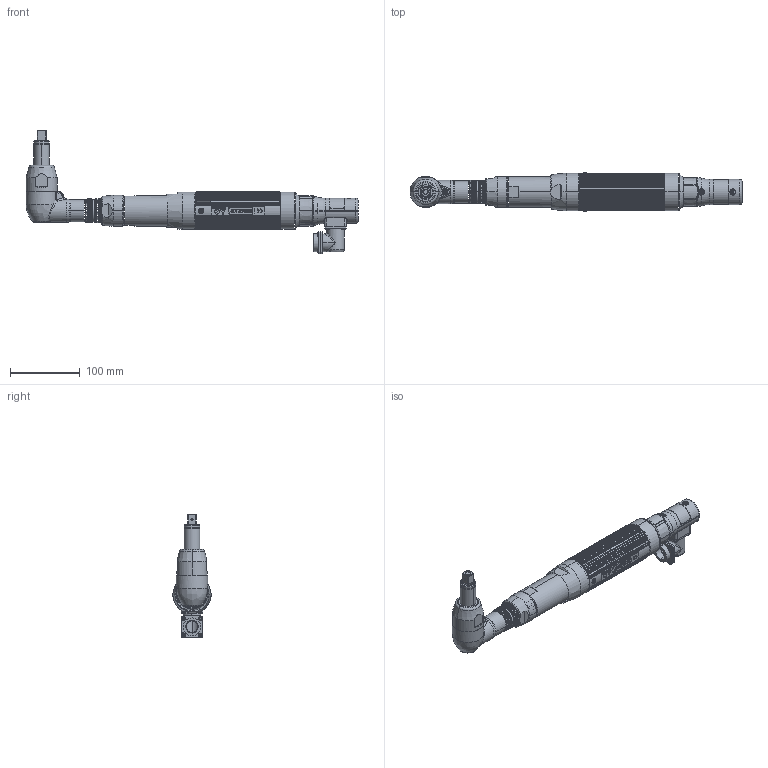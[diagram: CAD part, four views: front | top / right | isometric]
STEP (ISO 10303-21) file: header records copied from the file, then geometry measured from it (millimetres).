
FILE_DESCRIPTION((''),'2;1');
FILE_NAME('EB44MA22AF1-120','2012-08-14T',('EJF1116'),(''),'PRO/ENGINEER BY PARAMETRIC TECHNOLOGY CORPORATION, 2010430','PRO/ENGINEER BY PARAMETRIC TECHNOLOGY CORPORATION, 2010430','');
FILE_SCHEMA(('CONFIG_CONTROL_DESIGN'));
Length unit declared in the file: inch
Products named in the file (1): EB44MA22AF1-120
Bounding box: 475.12 x 54.92 x 176.24 mm (x, y, z)
Surface area: 136453.2 mm2 (no closed solid volume)
Topology: 0 solids, 175 shells, 783 faces, 4346 edges, 3551 vertices
Faces by surface type: cylinder 390, plane 250, bspline 50, torus 48, cone 42, extrusion 2, sphere 1
Entity records: 51165 total; most frequent: CARTESIAN_POINT 20508, DIRECTION 5703, ORIENTED_EDGE 5493, EDGE_CURVE 4346, VERTEX_POINT 3551, VECTOR 1915, LINE 1913, AXIS2_PLACEMENT_3D 1894
